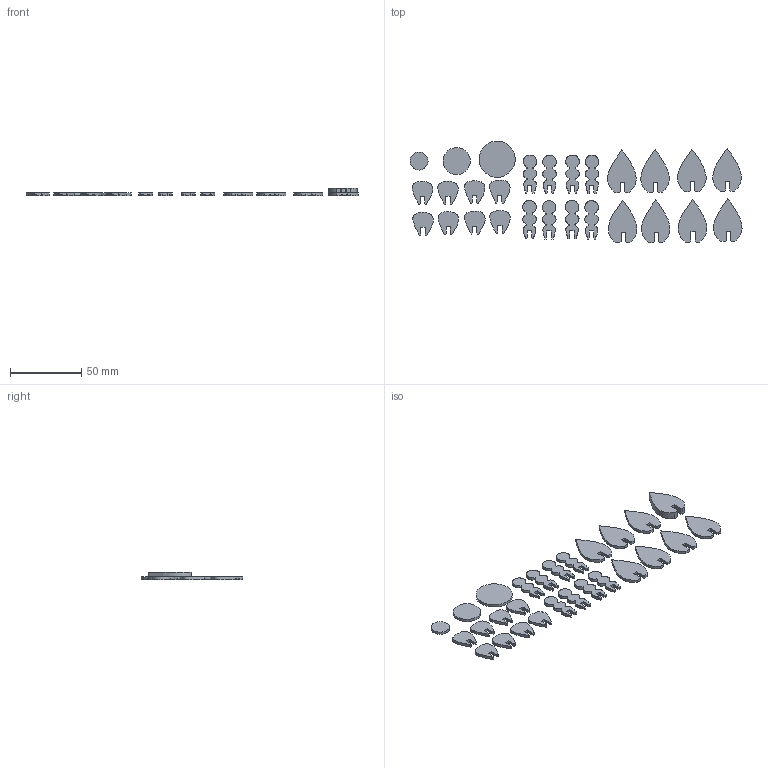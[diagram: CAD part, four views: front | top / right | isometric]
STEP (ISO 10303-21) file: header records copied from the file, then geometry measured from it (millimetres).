
FILE_DESCRIPTION(/* description */ ('','CAx-IF Rec.Pracs.---Representation and Presentation of Product Manufacturing Information (PMI)---4.0---2014-10-13'),/* implementation_level */ '2;1');
FILE_NAME(/* name */ 'Flowers Final Version.step',/* time_stamp */ '2024-11-30T15:25:40-05:00',/* author */ (''),/* organization */ (''),/* preprocessor_version */ 'ST-DEVELOPER v20',/* originating_system */ 'Autodesk Translation Framework v13.20.0.188',/* authorisation */ '');
FILE_SCHEMA (('AP242_MANAGED_MODEL_BASED_3D_ENGINEERING_MIM_LF { 1 0 10303 442 1 1 4 }'));
Length unit declared in the file: millimetre
Products named in the file (1): (Unsaved)
Bounding box: 233.3 x 71.47 x 5 mm (x, y, z)
Volume: 14977.9 mm3; surface area: 18161.2 mm2
Topology: 27 solids, 27 shells, 281 faces, 681 edges, 454 vertices
Faces by surface type: plane 238, bspline 40, cylinder 3
Full cylindrical faces by diameter (mm): 12.7 x1, 19.05 x1, 25.4 x1
Entity records: 12488 total; most frequent: CARTESIAN_POINT 6257, ORIENTED_EDGE 1362, DIRECTION 1091, EDGE_CURVE 681, LINE 595, VECTOR 595, VERTEX_POINT 454, FACE_OUTER_BOUND 281
